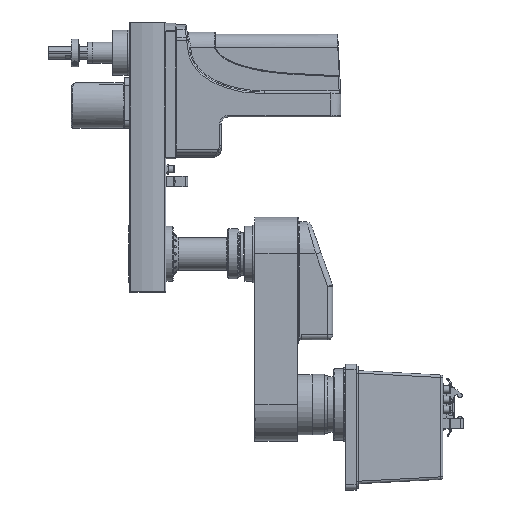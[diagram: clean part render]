
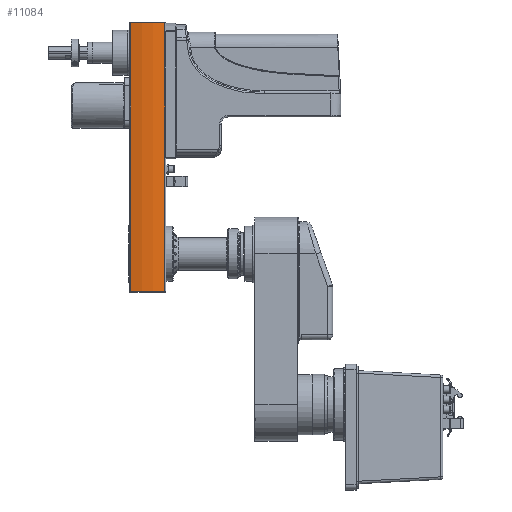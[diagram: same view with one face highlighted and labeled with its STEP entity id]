
A CAD part, left-side view. The second image highlights one B-rep face of the part: STEP entity #11084.
In plain terms, the highlighted cylindrical face has radius 132.1 mm (diameter 264.2 mm), a partial arc.
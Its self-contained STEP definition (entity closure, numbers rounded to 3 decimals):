
#1323 = DIRECTION ( 'NONE',  ( 1., 0., 0. ) ) ;
#3757 = LINE ( 'NONE', #27577, #24424 ) ;
#4101 = VECTOR ( 'NONE', #36158, 1000. ) ;
#4395 = CARTESIAN_POINT ( 'NONE',  ( 197.434, 129.512, 1756.175 ) ) ;
#7626 = VERTEX_POINT ( 'NONE', #13722 ) ;
#8854 = CARTESIAN_POINT ( 'NONE',  ( 69.723, 163.279, 1756.175 ) ) ;
#9099 = EDGE_CURVE ( 'NONE', #7626, #28066, #13732, .T. ) ;
#10155 = DIRECTION ( 'NONE',  ( 0., 0., -1. ) ) ;
#10808 = FACE_OUTER_BOUND ( 'NONE', #29590, .T. ) ;
#11007 = DIRECTION ( 'NONE',  ( 0., 0., 1. ) ) ;
#11084 = ADVANCED_FACE ( 'NONE', ( #10808 ), #21150, .T. ) ;
#11794 = DIRECTION ( 'NONE',  ( 0., 0., -1. ) ) ;
#12270 = CARTESIAN_POINT ( 'NONE',  ( 197.434, 129.512, 1221.175 ) ) ;
#13722 = CARTESIAN_POINT ( 'NONE',  ( 69.723, 163.279, 1221.175 ) ) ;
#13732 = CIRCLE ( 'NONE', #24706, 132.1 ) ;
#14540 = ORIENTED_EDGE ( 'NONE', *, *, #27651, .T. ) ;
#20466 = DIRECTION ( 'NONE',  ( -1., 0., 0. ) ) ;
#21150 = CYLINDRICAL_SURFACE ( 'NONE', #30545, 132.1 ) ;
#21614 = CARTESIAN_POINT ( 'NONE',  ( 69.723, 95.745, 1221.175 ) ) ;
#22685 = VERTEX_POINT ( 'NONE', #8854 ) ;
#22822 = ORIENTED_EDGE ( 'NONE', *, *, #38237, .F. ) ;
#23597 = CARTESIAN_POINT ( 'NONE',  ( 197.434, 129.512, 1756.175 ) ) ;
#24424 = VECTOR ( 'NONE', #11794, 1000. ) ;
#24702 = ORIENTED_EDGE ( 'NONE', *, *, #9099, .T. ) ;
#24706 = AXIS2_PLACEMENT_3D ( 'NONE', #12270, #35976, #33207 ) ;
#27577 = CARTESIAN_POINT ( 'NONE',  ( 69.723, 163.279, 1756.175 ) ) ;
#27651 = EDGE_CURVE ( 'NONE', #22685, #7626, #3757, .T. ) ;
#28031 = LINE ( 'NONE', #33248, #4101 ) ;
#28066 = VERTEX_POINT ( 'NONE', #21614 ) ;
#28428 = AXIS2_PLACEMENT_3D ( 'NONE', #23597, #11007, #20466 ) ;
#29223 = CARTESIAN_POINT ( 'NONE',  ( 69.723, 95.745, 1756.175 ) ) ;
#29590 = EDGE_LOOP ( 'NONE', ( #22822, #14540, #24702, #31255 ) ) ;
#30337 = VERTEX_POINT ( 'NONE', #29223 ) ;
#30377 = EDGE_CURVE ( 'NONE', #28066, #30337, #28031, .T. ) ;
#30545 = AXIS2_PLACEMENT_3D ( 'NONE', #4395, #10155, #1323 ) ;
#31210 = CIRCLE ( 'NONE', #28428, 132.1 ) ;
#31255 = ORIENTED_EDGE ( 'NONE', *, *, #30377, .T. ) ;
#33207 = DIRECTION ( 'NONE',  ( -1., 0., 0. ) ) ;
#33248 = CARTESIAN_POINT ( 'NONE',  ( 69.723, 95.745, 1756.175 ) ) ;
#35976 = DIRECTION ( 'NONE',  ( 0., 0., 1. ) ) ;
#36158 = DIRECTION ( 'NONE',  ( 0., 0., 1. ) ) ;
#38237 = EDGE_CURVE ( 'NONE', #22685, #30337, #31210, .T. ) ;
